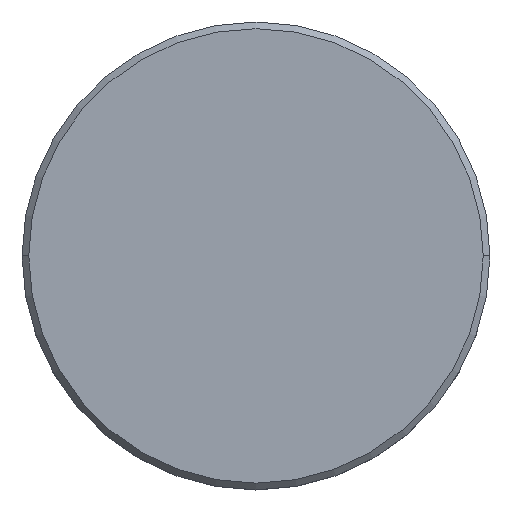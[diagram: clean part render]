
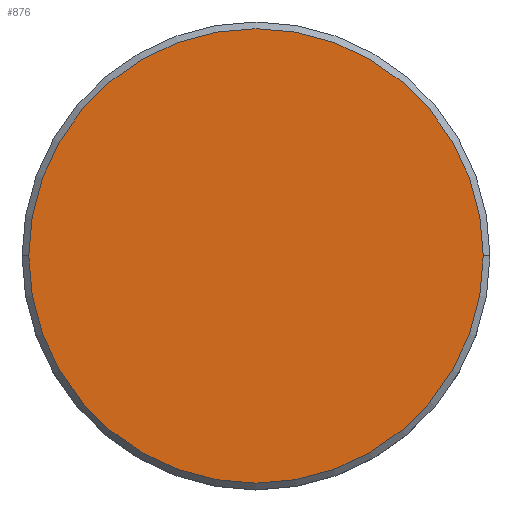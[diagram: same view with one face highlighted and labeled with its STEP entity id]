
A CAD part, top view. The second image highlights one B-rep face of the part: STEP entity #876.
In plain terms, the highlighted planar face has unit normal (0, 0, 1).
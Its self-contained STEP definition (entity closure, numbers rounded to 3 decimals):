
#58 = CARTESIAN_POINT ( 'NONE',  ( -17., 0., 0. ) ) ;
#114 = DIRECTION ( 'NONE',  ( 0., 0., 1. ) ) ;
#116 = DIRECTION ( 'NONE',  ( 1., 0., 0. ) ) ;
#188 = EDGE_CURVE ( 'NONE', #504, #863, #957, .T. ) ;
#197 = EDGE_LOOP ( 'NONE', ( #769, #1117 ) ) ;
#257 = CARTESIAN_POINT ( 'NONE',  ( 0., 0., 0. ) ) ;
#315 = AXIS2_PLACEMENT_3D ( 'NONE', #1040, #114, #658 ) ;
#500 = AXIS2_PLACEMENT_3D ( 'NONE', #257, #789, #953 ) ;
#504 = VERTEX_POINT ( 'NONE', #58 ) ;
#505 = CARTESIAN_POINT ( 'NONE',  ( 17., 0., 0. ) ) ;
#554 = CARTESIAN_POINT ( 'NONE',  ( 0., 0., 0. ) ) ;
#597 = FACE_OUTER_BOUND ( 'NONE', #197, .T. ) ;
#658 = DIRECTION ( 'NONE',  ( 1., 0., 0. ) ) ;
#743 = EDGE_CURVE ( 'NONE', #863, #504, #839, .T. ) ;
#769 = ORIENTED_EDGE ( 'NONE', *, *, #188, .T. ) ;
#789 = DIRECTION ( 'NONE',  ( 0., 0., 1. ) ) ;
#835 = AXIS2_PLACEMENT_3D ( 'NONE', #554, #927, #116 ) ;
#839 = CIRCLE ( 'NONE', #315, 17. ) ;
#863 = VERTEX_POINT ( 'NONE', #505 ) ;
#876 = ADVANCED_FACE ( 'NONE', ( #597 ), #1067, .T. ) ;
#927 = DIRECTION ( 'NONE',  ( 0., 0., 1. ) ) ;
#953 = DIRECTION ( 'NONE',  ( 1., 0., 0. ) ) ;
#957 = CIRCLE ( 'NONE', #835, 17. ) ;
#1040 = CARTESIAN_POINT ( 'NONE',  ( 0., 0., 0. ) ) ;
#1067 = PLANE ( 'NONE',  #500 ) ;
#1117 = ORIENTED_EDGE ( 'NONE', *, *, #743, .T. ) ;
